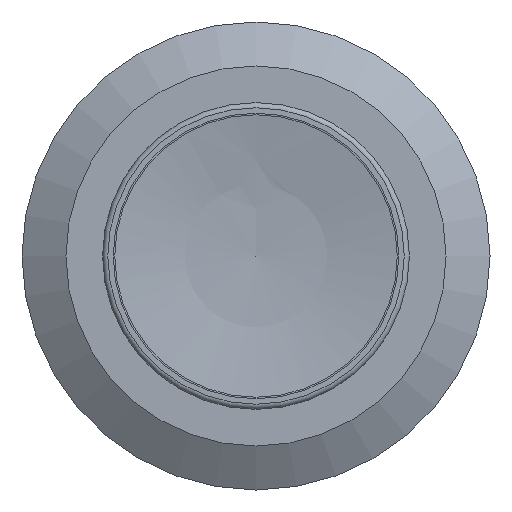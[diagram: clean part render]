
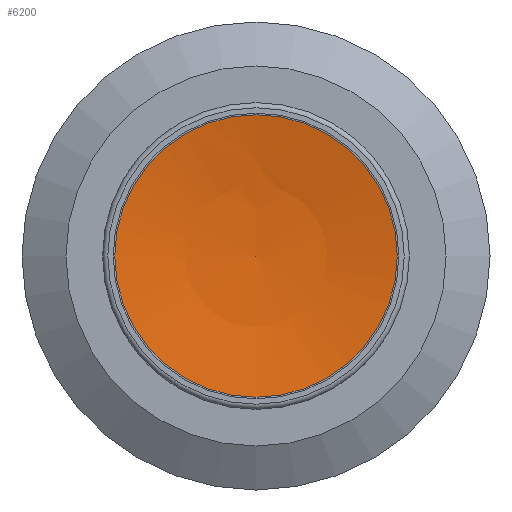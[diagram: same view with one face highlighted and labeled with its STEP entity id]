
A CAD part, left-side view. The second image highlights one B-rep face of the part: STEP entity #6200.
In plain terms, the highlighted spherical face has radius 27.402 mm.
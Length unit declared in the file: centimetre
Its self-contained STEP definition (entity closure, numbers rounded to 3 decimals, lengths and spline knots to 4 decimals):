
#25=SPHERICAL_SURFACE('',#6558,2.7402);
#389=CIRCLE('',#6556,0.5433);
#390=CIRCLE('',#6557,0.5433);
#391=CIRCLE('',#6559,2.7402);
#728=FACE_OUTER_BOUND('',#1109,.T.);
#1109=EDGE_LOOP('',(#5592,#5593,#5594,#5595));
#2991=VERTEX_POINT('',#10699);
#2992=VERTEX_POINT('',#10701);
#2993=VERTEX_POINT('',#10705);
#3862=EDGE_CURVE('',#2991,#2992,#389,.T.);
#3863=EDGE_CURVE('',#2992,#2991,#390,.T.);
#3864=EDGE_CURVE('',#2993,#2992,#391,.T.);
#5592=ORIENTED_EDGE('',*,*,#3864,.T.);
#5593=ORIENTED_EDGE('',*,*,#3862,.F.);
#5594=ORIENTED_EDGE('',*,*,#3863,.F.);
#5595=ORIENTED_EDGE('',*,*,#3864,.F.);
#6200=ADVANCED_FACE('',(#728),#25,.F.);
#6556=AXIS2_PLACEMENT_3D('',#10702,#7884,#7885);
#6557=AXIS2_PLACEMENT_3D('',#10703,#7886,#7887);
#6558=AXIS2_PLACEMENT_3D('',#10704,#7888,#7889);
#6559=AXIS2_PLACEMENT_3D('',#10706,#7890,#7891);
#7884=DIRECTION('center_axis',(1.,0.,0.));
#7885=DIRECTION('ref_axis',(0.,1.,0.));
#7886=DIRECTION('center_axis',(1.,0.,0.));
#7887=DIRECTION('ref_axis',(0.,1.,0.));
#7888=DIRECTION('center_axis',(-1.,0.,0.));
#7889=DIRECTION('ref_axis',(0.,0.,-1.));
#7890=DIRECTION('center_axis',(0.,-1.,0.));
#7891=DIRECTION('ref_axis',(0.,0.,1.));
#10699=CARTESIAN_POINT('',(-0.3394,0.,-0.5433));
#10701=CARTESIAN_POINT('',(-0.3394,0.,0.5433));
#10702=CARTESIAN_POINT('Origin',(-0.3394,0.,
0.));
#10703=CARTESIAN_POINT('Origin',(-0.3394,0.,
0.));
#10704=CARTESIAN_POINT('Origin',(-3.0252,0.,
0.));
#10705=CARTESIAN_POINT('',(-0.285,0.,0.));
#10706=CARTESIAN_POINT('Origin',(-3.0252,0.,
0.));
